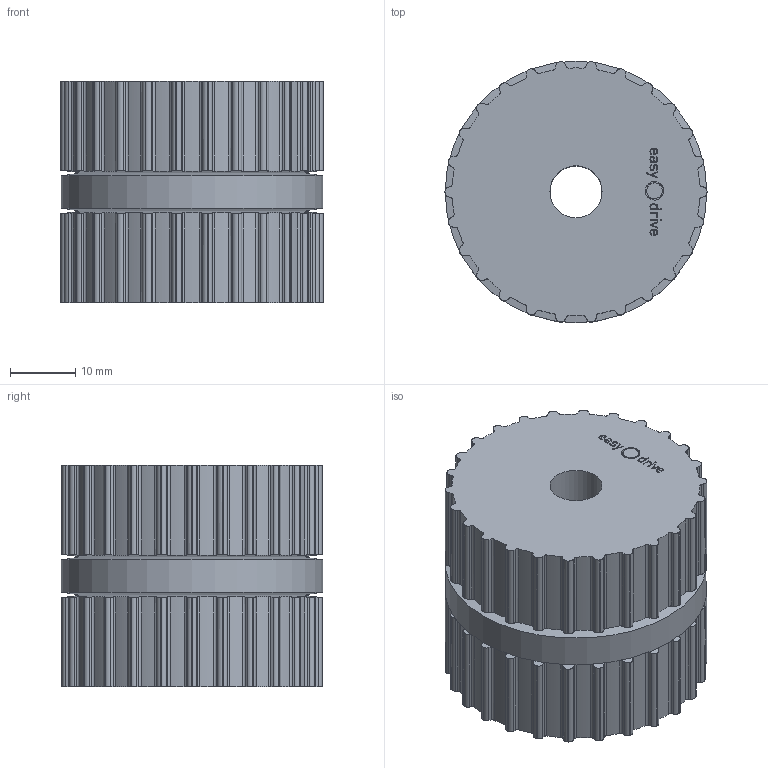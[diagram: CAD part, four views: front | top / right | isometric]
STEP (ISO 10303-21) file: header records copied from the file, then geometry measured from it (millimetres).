
FILE_DESCRIPTION(('zahnriemen24 Model'),'2;1');
FILE_NAME('zahnriemen24 Shape Model','2022-11-24T12:14:51',('Author'),( ''),'zahnriemen24 STEP processor 7.6','zahnriemen24','Unknown');
FILE_SCHEMA(('AUTOMOTIVE_DESIGN { 1 0 10303 214 1 1 1 1 }'));
Length unit declared in the file: millimetre
Products named in the file (3): zahnriemenscheibe_easydrive; Body_Rille_Mittelkranz; Easydrive
Assembly tree (3 placements, depth 2):
  zahnriemenscheibe_easydrive
    Body_Rille_Mittelkranz  x2
    Easydrive
Bounding box: 40.2 x 40.16 x 34 mm (x, y, z)
Volume: 41593.2 mm3; surface area: 13363.9 mm2
Topology: 3 solids, 3 shells, 625 faces, 2005 edges, 1404 vertices
Faces by surface type: cylinder 318, extrusion 173, plane 128, cone 6
Full cylindrical faces by diameter (mm): 8 x1, 30.16 x3, 40.16 x2
Entity records: 58538 total; most frequent: CARTESIAN_POINT 20557, DIRECTION 5991, ORIENTED_EDGE 3990, PCURVE 3990, DEFINITIONAL_REPRESENTATION 3990, VECTOR 3295, LINE 3122, EDGE_CURVE 1995
